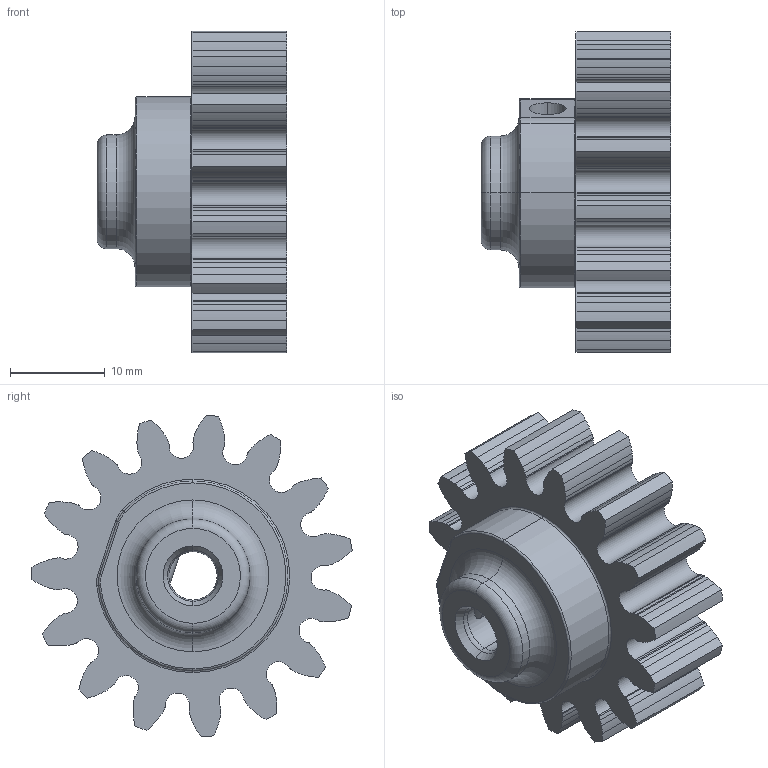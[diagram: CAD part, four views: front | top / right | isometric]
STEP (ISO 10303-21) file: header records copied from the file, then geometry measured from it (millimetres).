
FILE_DESCRIPTION (( 'STEP AP214' ), '1' );
FILE_NAME ('CFV5_Pump_Gear.STEP', '2025-01-11T16:53:01', ( '' ), ( '' ), 'SwSTEP 2.0', 'SolidWorks 2025', '' );
FILE_SCHEMA (( 'AUTOMOTIVE_DESIGN' ));
Length unit declared in the file: millimetre
Products named in the file (1): CFV5_Pump_Gear
Bounding box: 20 x 33.79 x 33.92 mm (x, y, z)
Volume: 8737.1 mm3; surface area: 4036.7 mm2
Topology: 1 solids, 1 shells, 247 faces, 712 edges, 468 vertices
Faces by surface type: cylinder 207, plane 22, torus 16, cone 2
Entity records: 8417 total; most frequent: DIRECTION 1648, CARTESIAN_POINT 1473, ORIENTED_EDGE 1424, EDGE_CURVE 712, AXIS2_PLACEMENT_3D 693, VERTEX_POINT 468, CIRCLE 445, LINE 262
